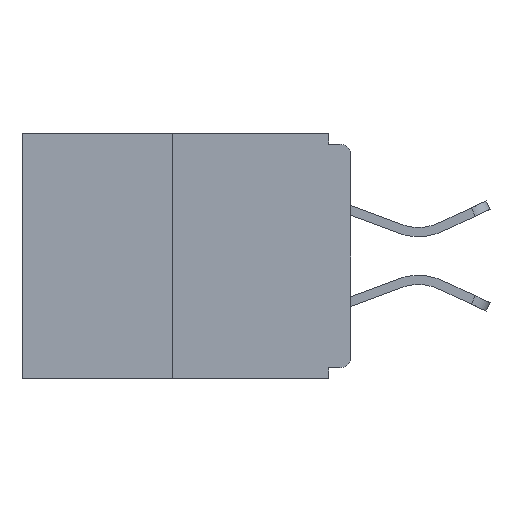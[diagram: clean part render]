
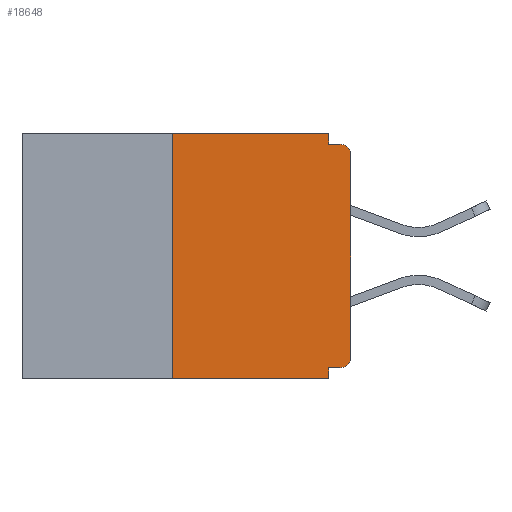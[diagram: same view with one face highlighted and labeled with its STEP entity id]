
A CAD part, left-side view. The second image highlights one B-rep face of the part: STEP entity #18648.
In plain terms, the highlighted planar face has unit normal (-1, 0, 0).
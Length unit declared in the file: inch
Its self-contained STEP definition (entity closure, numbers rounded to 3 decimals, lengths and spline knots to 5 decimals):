
#348 = EDGE_CURVE ( 'NONE', #7163, #7903, #26304, .T. ) ;
#753 = LINE ( 'NONE', #15205, #11851 ) ;
#961 = LINE ( 'NONE', #17316, #6923 ) ;
#1900 = CARTESIAN_POINT ( 'NONE',  ( 0., 0.015, -0.313 ) ) ;
#2312 = CARTESIAN_POINT ( 'NONE',  ( 0., 0.46, 0. ) ) ;
#2780 = CARTESIAN_POINT ( 'NONE',  ( 0., 0.015, -0.328 ) ) ;
#3191 = LINE ( 'NONE', #20464, #10612 ) ;
#3291 = VERTEX_POINT ( 'NONE', #23474 ) ;
#3437 = AXIS2_PLACEMENT_3D ( 'NONE', #29245, #7922, #19901 ) ;
#3736 = DIRECTION ( 'NONE',  ( 0., -1., 0. ) ) ;
#3933 = CARTESIAN_POINT ( 'NONE',  ( 0., 0.031, -0.343 ) ) ;
#4218 = ORIENTED_EDGE ( 'NONE', *, *, #23761, .T. ) ;
#5063 = ORIENTED_EDGE ( 'NONE', *, *, #27725, .F. ) ;
#6372 = EDGE_CURVE ( 'NONE', #20174, #7903, #961, .T. ) ;
#6882 = EDGE_LOOP ( 'NONE', ( #14841, #8795, #30658, #16143, #12384, #10442, #4218, #11996, #26872, #5063 ) ) ;
#6923 = VECTOR ( 'NONE', #22787, 39.37008 ) ;
#7147 = PLANE ( 'NONE',  #24316 ) ;
#7163 = VERTEX_POINT ( 'NONE', #15584 ) ;
#7535 = CIRCLE ( 'NONE', #21942, 0.015 ) ;
#7903 = VERTEX_POINT ( 'NONE', #14577 ) ;
#7922 = DIRECTION ( 'NONE',  ( -1., 0., 0. ) ) ;
#8339 = EDGE_CURVE ( 'NONE', #10709, #28333, #30615, .T. ) ;
#8795 = ORIENTED_EDGE ( 'NONE', *, *, #13515, .F. ) ;
#8913 = DIRECTION ( 'NONE',  ( 0., 0., -1. ) ) ;
#9020 = FACE_OUTER_BOUND ( 'NONE', #6882, .T. ) ;
#9062 = VERTEX_POINT ( 'NONE', #17805 ) ;
#9325 = EDGE_CURVE ( 'NONE', #29503, #3291, #20381, .T. ) ;
#9371 = DIRECTION ( 'NONE',  ( 0., 0., 1. ) ) ;
#9464 = VECTOR ( 'NONE', #9371, 39.37008 ) ;
#10254 = DIRECTION ( 'NONE',  ( 0., 1., 0. ) ) ;
#10442 = ORIENTED_EDGE ( 'NONE', *, *, #11411, .T. ) ;
#10612 = VECTOR ( 'NONE', #27173, 39.37008 ) ;
#10709 = VERTEX_POINT ( 'NONE', #16468 ) ;
#11411 = EDGE_CURVE ( 'NONE', #17470, #9062, #7535, .T. ) ;
#11851 = VECTOR ( 'NONE', #10254, 39.37008 ) ;
#11996 = ORIENTED_EDGE ( 'NONE', *, *, #348, .T. ) ;
#12384 = ORIENTED_EDGE ( 'NONE', *, *, #15681, .F. ) ;
#12648 = CARTESIAN_POINT ( 'NONE',  ( 0., 0.031, -0.328 ) ) ;
#13515 = EDGE_CURVE ( 'NONE', #10709, #29503, #16064, .T. ) ;
#13574 = DIRECTION ( 'NONE',  ( -1., 0., 0. ) ) ;
#14577 = CARTESIAN_POINT ( 'NONE',  ( 0., 0.015, -0.015 ) ) ;
#14841 = ORIENTED_EDGE ( 'NONE', *, *, #9325, .F. ) ;
#15152 = VERTEX_POINT ( 'NONE', #12648 ) ;
#15205 = CARTESIAN_POINT ( 'NONE',  ( 0., 0., -0.328 ) ) ;
#15522 = CARTESIAN_POINT ( 'NONE',  ( 0., 0.46, 0. ) ) ;
#15584 = CARTESIAN_POINT ( 'NONE',  ( 0., 0., -0.03 ) ) ;
#15681 = EDGE_CURVE ( 'NONE', #17470, #15152, #753, .T. ) ;
#15738 = DIRECTION ( 'NONE',  ( 0., 0., -1. ) ) ;
#16064 = LINE ( 'NONE', #16515, #9464 ) ;
#16143 = ORIENTED_EDGE ( 'NONE', *, *, #20874, .F. ) ;
#16468 = CARTESIAN_POINT ( 'NONE',  ( 0., 0.25, -0.343 ) ) ;
#16515 = CARTESIAN_POINT ( 'NONE',  ( 0., 0.25, 0. ) ) ;
#16783 = CARTESIAN_POINT ( 'NONE',  ( 0., 0.031, -0.015 ) ) ;
#17316 = CARTESIAN_POINT ( 'NONE',  ( 0., 0., -0.015 ) ) ;
#17470 = VERTEX_POINT ( 'NONE', #2780 ) ;
#17805 = CARTESIAN_POINT ( 'NONE',  ( 0., 0., -0.313 ) ) ;
#18126 = VECTOR ( 'NONE', #3736, 39.37008 ) ;
#18130 = VECTOR ( 'NONE', #28596, 39.37008 ) ;
#18518 = DIRECTION ( 'NONE',  ( 1., 0., 0. ) ) ;
#18648 = ADVANCED_FACE ( 'NONE', ( #9020 ), #7147, .F. ) ;
#18704 = CARTESIAN_POINT ( 'NONE',  ( 0., 0.031, -0.343 ) ) ;
#19403 = CARTESIAN_POINT ( 'NONE',  ( 0., 0.46, -0.343 ) ) ;
#19901 = DIRECTION ( 'NONE',  ( 0., 0., -1. ) ) ;
#20174 = VERTEX_POINT ( 'NONE', #16783 ) ;
#20381 = LINE ( 'NONE', #15522, #18126 ) ;
#20464 = CARTESIAN_POINT ( 'NONE',  ( 0., 0.031, 0. ) ) ;
#20874 = EDGE_CURVE ( 'NONE', #15152, #28333, #25868, .T. ) ;
#21463 = DIRECTION ( 'NONE',  ( 0., 0., -1. ) ) ;
#21942 = AXIS2_PLACEMENT_3D ( 'NONE', #1900, #13574, #8913 ) ;
#22787 = DIRECTION ( 'NONE',  ( 0., -1., 0. ) ) ;
#23050 = VECTOR ( 'NONE', #23690, 39.37008 ) ;
#23379 = CARTESIAN_POINT ( 'NONE',  ( 0., 0., 0. ) ) ;
#23474 = CARTESIAN_POINT ( 'NONE',  ( 0., 0.031, 0. ) ) ;
#23690 = DIRECTION ( 'NONE',  ( 0., 0., 1. ) ) ;
#23761 = EDGE_CURVE ( 'NONE', #9062, #7163, #30511, .T. ) ;
#24316 = AXIS2_PLACEMENT_3D ( 'NONE', #2312, #18518, #21463 ) ;
#24967 = CARTESIAN_POINT ( 'NONE',  ( 0., 0.25, 0. ) ) ;
#25868 = LINE ( 'NONE', #18704, #30394 ) ;
#26304 = CIRCLE ( 'NONE', #3437, 0.015 ) ;
#26872 = ORIENTED_EDGE ( 'NONE', *, *, #6372, .F. ) ;
#27173 = DIRECTION ( 'NONE',  ( 0., 0., -1. ) ) ;
#27725 = EDGE_CURVE ( 'NONE', #3291, #20174, #3191, .T. ) ;
#28333 = VERTEX_POINT ( 'NONE', #3933 ) ;
#28596 = DIRECTION ( 'NONE',  ( 0., -1., 0. ) ) ;
#29245 = CARTESIAN_POINT ( 'NONE',  ( 0., 0.015, -0.03 ) ) ;
#29503 = VERTEX_POINT ( 'NONE', #24967 ) ;
#30394 = VECTOR ( 'NONE', #15738, 39.37008 ) ;
#30511 = LINE ( 'NONE', #23379, #23050 ) ;
#30615 = LINE ( 'NONE', #19403, #18130 ) ;
#30658 = ORIENTED_EDGE ( 'NONE', *, *, #8339, .T. ) ;
